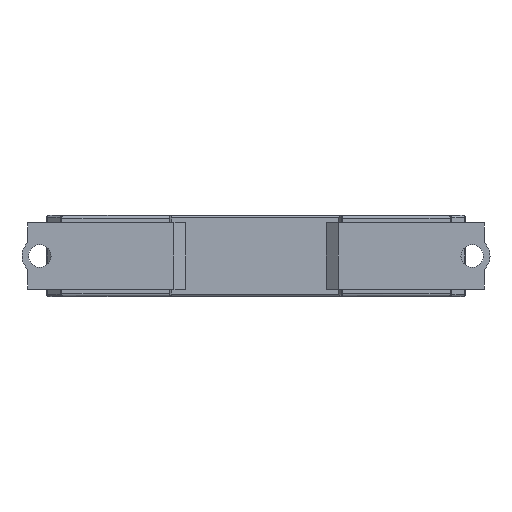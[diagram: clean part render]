
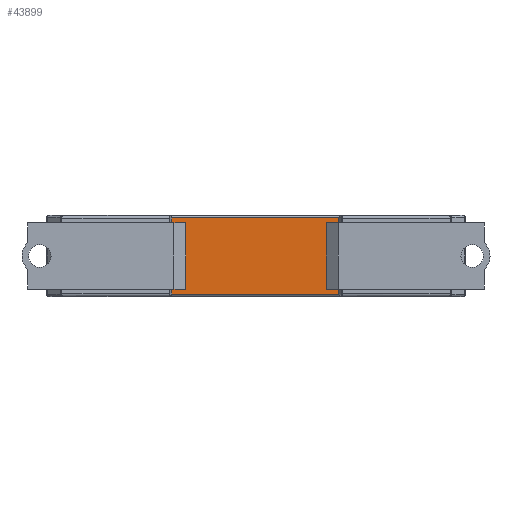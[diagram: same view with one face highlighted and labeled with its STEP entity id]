
A CAD part, front view. The second image highlights one B-rep face of the part: STEP entity #43899.
In plain terms, the highlighted planar face has unit normal (0, -1, 0).
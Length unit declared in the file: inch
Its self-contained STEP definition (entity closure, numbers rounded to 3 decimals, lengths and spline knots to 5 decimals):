
#118 = VECTOR ( 'NONE', #61177, 39.37008 ) ;
#529 = VERTEX_POINT ( 'NONE', #30296 ) ;
#633 = ORIENTED_EDGE ( 'NONE', *, *, #24001, .T. ) ;
#2720 = ORIENTED_EDGE ( 'NONE', *, *, #56638, .T. ) ;
#4242 = EDGE_CURVE ( 'NONE', #36600, #23124, #80802, .T. ) ;
#4902 = DIRECTION ( 'NONE',  ( 1., 0., 0. ) ) ;
#6157 = FACE_OUTER_BOUND ( 'NONE', #68131, .T. ) ;
#9396 = VERTEX_POINT ( 'NONE', #81833 ) ;
#11198 = CARTESIAN_POINT ( 'NONE',  ( 0.70069, -1.14326, 0.02775 ) ) ;
#11250 = CARTESIAN_POINT ( 'NONE',  ( -0.7125, -1.14326, 0.02749 ) ) ;
#11445 = LINE ( 'NONE', #57773, #46251 ) ;
#15010 = CARTESIAN_POINT ( 'NONE',  ( 0.70069, -1.14326, 0.67225 ) ) ;
#15854 = CARTESIAN_POINT ( 'NONE',  ( 0.70069, -1.14326, 0.02766 ) ) ;
#17127 = CARTESIAN_POINT ( 'NONE',  ( -0.7125, -1.14326, 0.67234 ) ) ;
#18618 = DIRECTION ( 'NONE',  ( -1., 0., 0. ) ) ;
#21974 = CARTESIAN_POINT ( 'NONE',  ( 0., -1.14326, 0.02749 ) ) ;
#23082 = ORIENTED_EDGE ( 'NONE', *, *, #37295, .F. ) ;
#23124 = VERTEX_POINT ( 'NONE', #11250 ) ;
#23361 = VERTEX_POINT ( 'NONE', #68191 ) ;
#23392 = EDGE_CURVE ( 'NONE', #23361, #59874, #57011, .T. ) ;
#24001 = EDGE_CURVE ( 'NONE', #32557, #529, #77239, .T. ) ;
#25855 = CARTESIAN_POINT ( 'NONE',  ( -0.7125, -1.14326, 0.02766 ) ) ;
#26977 = VECTOR ( 'NONE', #73230, 39.37008 ) ;
#27655 = CARTESIAN_POINT ( 'NONE',  ( 0.70069, -1.14326, 0.7 ) ) ;
#28182 = CARTESIAN_POINT ( 'NONE',  ( 0.70069, -1.14326, 0.67242 ) ) ;
#29280 = EDGE_CURVE ( 'NONE', #529, #23361, #11445, .T. ) ;
#30296 = CARTESIAN_POINT ( 'NONE',  ( 0.70069, -1.14326, 0.67251 ) ) ;
#32445 = CARTESIAN_POINT ( 'NONE',  ( -0.7125, -1.14326, 0.02749 ) ) ;
#32557 = VERTEX_POINT ( 'NONE', #42770 ) ;
#34371 = VECTOR ( 'NONE', #60997, 39.37008 ) ;
#35195 = AXIS2_PLACEMENT_3D ( 'NONE', #83029, #44129, #4902 ) ;
#36600 = VERTEX_POINT ( 'NONE', #38594 ) ;
#36659 = CARTESIAN_POINT ( 'NONE',  ( -0.7125, -1.14326, 0.67242 ) ) ;
#37295 = EDGE_CURVE ( 'NONE', #32557, #46067, #61653, .T. ) ;
#38594 = CARTESIAN_POINT ( 'NONE',  ( -0.7125, -1.14326, 0.02775 ) ) ;
#40369 = ORIENTED_EDGE ( 'NONE', *, *, #4242, .T. ) ;
#41046 = CARTESIAN_POINT ( 'NONE',  ( 0.70069, -1.14326, 0.02758 ) ) ;
#41404 = B_SPLINE_CURVE_WITH_KNOTS ( 'NONE', 3,
 ( #41890, #41046, #15854, #61477 ),
 .UNSPECIFIED., .F., .F.,
 ( 4, 4 ),
 ( 0., 0.00001 ),
 .UNSPECIFIED. ) ;
#41890 = CARTESIAN_POINT ( 'NONE',  ( 0.70069, -1.14326, 0.02749 ) ) ;
#42770 = CARTESIAN_POINT ( 'NONE',  ( 0.70069, -1.14326, 0.67225 ) ) ;
#43243 = ORIENTED_EDGE ( 'NONE', *, *, #47268, .T. ) ;
#43899 = ADVANCED_FACE ( 'NONE', ( #6157 ), #50409, .T. ) ;
#44129 = DIRECTION ( 'NONE',  ( 0., -1., 0. ) ) ;
#46067 = VERTEX_POINT ( 'NONE', #11198 ) ;
#46251 = VECTOR ( 'NONE', #18618, 39.37008 ) ;
#47268 = EDGE_CURVE ( 'NONE', #59874, #36600, #52314, .T. ) ;
#49130 = ORIENTED_EDGE ( 'NONE', *, *, #29280, .T. ) ;
#50409 = PLANE ( 'NONE',  #35195 ) ;
#52314 = LINE ( 'NONE', #54680, #118 ) ;
#53734 = LINE ( 'NONE', #21974, #34371 ) ;
#54144 = CARTESIAN_POINT ( 'NONE',  ( 0.70069, -1.14326, 0.67234 ) ) ;
#54680 = CARTESIAN_POINT ( 'NONE',  ( -0.7125, -1.14326, 0.7 ) ) ;
#56638 = EDGE_CURVE ( 'NONE', #9396, #46067, #41404, .T. ) ;
#57011 = B_SPLINE_CURVE_WITH_KNOTS ( 'NONE', 3,
 ( #82086, #36659, #17127, #62795 ),
 .UNSPECIFIED., .F., .F.,
 ( 4, 4 ),
 ( 0., 0.00001 ),
 .UNSPECIFIED. ) ;
#57773 = CARTESIAN_POINT ( 'NONE',  ( -0.7125, -1.14326, 0.67251 ) ) ;
#58464 = ORIENTED_EDGE ( 'NONE', *, *, #23392, .T. ) ;
#59874 = VERTEX_POINT ( 'NONE', #81543 ) ;
#60997 = DIRECTION ( 'NONE',  ( 1., 0., 0. ) ) ;
#61177 = DIRECTION ( 'NONE',  ( 0., 0., -1. ) ) ;
#61477 = CARTESIAN_POINT ( 'NONE',  ( 0.70069, -1.14326, 0.02775 ) ) ;
#61653 = LINE ( 'NONE', #27655, #26977 ) ;
#62795 = CARTESIAN_POINT ( 'NONE',  ( -0.7125, -1.14326, 0.67225 ) ) ;
#68131 = EDGE_LOOP ( 'NONE', ( #633, #49130, #58464, #43243, #40369, #71454, #2720, #23082 ) ) ;
#68191 = CARTESIAN_POINT ( 'NONE',  ( -0.7125, -1.14326, 0.67251 ) ) ;
#71397 = CARTESIAN_POINT ( 'NONE',  ( -0.7125, -1.14326, 0.02758 ) ) ;
#71454 = ORIENTED_EDGE ( 'NONE', *, *, #75496, .T. ) ;
#73230 = DIRECTION ( 'NONE',  ( 0., 0., -1. ) ) ;
#73739 = CARTESIAN_POINT ( 'NONE',  ( 0.70069, -1.14326, 0.67251 ) ) ;
#75496 = EDGE_CURVE ( 'NONE', #23124, #9396, #53734, .T. ) ;
#77239 = B_SPLINE_CURVE_WITH_KNOTS ( 'NONE', 3,
 ( #15010, #54144, #28182, #73739 ),
 .UNSPECIFIED., .F., .F.,
 ( 4, 4 ),
 ( 0., 0.00001 ),
 .UNSPECIFIED. ) ;
#77602 = CARTESIAN_POINT ( 'NONE',  ( -0.7125, -1.14326, 0.02775 ) ) ;
#80802 = B_SPLINE_CURVE_WITH_KNOTS ( 'NONE', 3,
 ( #77602, #25855, #71397, #32445 ),
 .UNSPECIFIED., .F., .F.,
 ( 4, 4 ),
 ( 0., 0.00001 ),
 .UNSPECIFIED. ) ;
#81543 = CARTESIAN_POINT ( 'NONE',  ( -0.7125, -1.14326, 0.67225 ) ) ;
#81833 = CARTESIAN_POINT ( 'NONE',  ( 0.70069, -1.14326, 0.02749 ) ) ;
#82086 = CARTESIAN_POINT ( 'NONE',  ( -0.7125, -1.14326, 0.67251 ) ) ;
#83029 = CARTESIAN_POINT ( 'NONE',  ( 0., -1.14326, 0.7 ) ) ;
